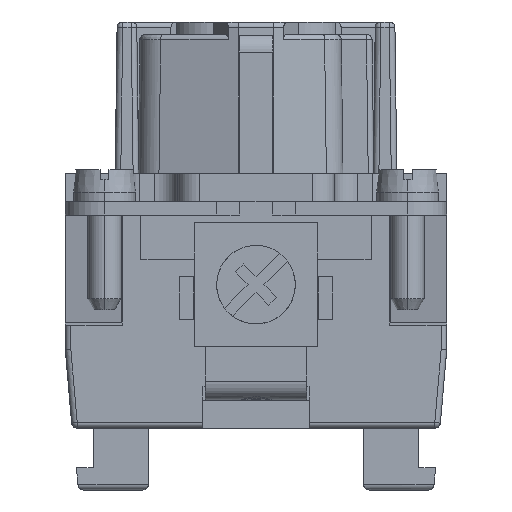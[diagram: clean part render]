
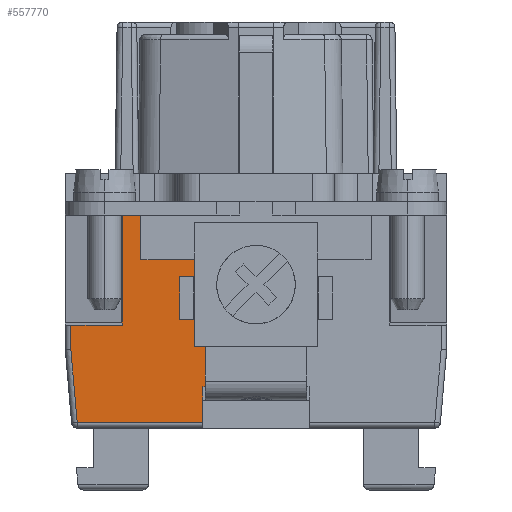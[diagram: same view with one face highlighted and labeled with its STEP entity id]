
A CAD part, left-side view. The second image highlights one B-rep face of the part: STEP entity #557770.
In plain terms, the highlighted planar face has unit normal (-1, 0, 0).
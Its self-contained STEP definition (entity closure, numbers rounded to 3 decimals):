
#88950=CARTESIAN_POINT('',(-85.596,45.176,
-5.9));
#88960=VERTEX_POINT('',#88950);
#88990=CARTESIAN_POINT('',(-85.596,45.176,
0.));
#89000=DIRECTION('',(0.,0.,1.));
#89010=VECTOR('',#89000,1000.);
#89020=LINE('',#88990,#89010);
#89030=CARTESIAN_POINT('',(-85.596,45.176,
-8.1));
#89040=VERTEX_POINT('',#89030);
#89050=EDGE_CURVE('',#89040,#88960,#89020,.T.);
#122550=CARTESIAN_POINT('',(-85.596,40.576,
-5.9));
#122560=VERTEX_POINT('',#122550);
#122590=CARTESIAN_POINT('',(-85.596,-19.908,
-5.9));
#122600=DIRECTION('',(0.,-1.,0.));
#122610=VECTOR('',#122600,1000.);
#122620=LINE('',#122590,#122610);
#122630=EDGE_CURVE('',#88960,#122560,#122620,.T.);
#126230=CARTESIAN_POINT('',(-85.596,40.576,
3.9));
#126240=VERTEX_POINT('',#126230);
#126290=CARTESIAN_POINT('',(-85.596,40.576,0.));
#126300=DIRECTION('',(0.,0.,1.));
#126310=VECTOR('',#126300,1.);
#126320=LINE('',#126290,#126310);
#126330=EDGE_CURVE('',#122560,#126240,#126320,.T.);
#266680=CARTESIAN_POINT('',(-85.596,44.605,
-14.6));
#266690=VERTEX_POINT('',#266680);
#423650=CARTESIAN_POINT('',(-85.596,33.426,
-11.4));
#423660=VERTEX_POINT('',#423650);
#423690=CARTESIAN_POINT('',(-85.596,0.,-11.4));
#423700=DIRECTION('',(0.,-1.,0.));
#423710=VECTOR('',#423700,1.);
#423720=LINE('',#423690,#423710);
#423730=CARTESIAN_POINT('',(-85.596,33.176,
-11.4));
#423740=VERTEX_POINT('',#423730);
#423750=EDGE_CURVE('',#423660,#423740,#423720,.T.);
#436650=CARTESIAN_POINT('',(-85.596,33.426,
-14.6));
#436660=VERTEX_POINT('',#436650);
#436690=CARTESIAN_POINT('',(-85.596,33.426,0.));
#436700=DIRECTION('',(0.,0.,1.));
#436710=VECTOR('',#436700,1.);
#436720=LINE('',#436690,#436710);
#436730=EDGE_CURVE('',#436660,#423660,#436720,.T.);
#556830=CARTESIAN_POINT('',(-85.596,11.676,
-5.9));
#556840=DIRECTION('',(-1.,0.,0.));
#556850=DIRECTION('',(0.,1.,0.));
#556860=AXIS2_PLACEMENT_3D('',#556830,#556840,#556850);
#556870=PLANE('',#556860);
#556880=ORIENTED_EDGE('',*,*,#423750,.T.);
#556890=ORIENTED_EDGE('',*,*,#436730,.T.);
#556900=CARTESIAN_POINT('',(-85.596,41.67,
-14.6));
#556910=DIRECTION('',(0.,-1.,0.));
#556920=VECTOR('',#556910,1000.);
#556930=LINE('',#556900,#556920);
#556940=EDGE_CURVE('',#266690,#436660,#556930,.T.);
#556950=ORIENTED_EDGE('',*,*,#556940,.T.);
#556960=CARTESIAN_POINT('',(-85.596,44.964,
-10.5));
#556970=DIRECTION('',(0.,-0.087,
-0.996));
#556980=VECTOR('',#556970,1000.);
#556990=LINE('',#556960,#556980);
#557000=CARTESIAN_POINT('',(-85.596,45.174,
-8.1));
#557010=VERTEX_POINT('',#557000);
#557020=EDGE_CURVE('',#557010,#266690,#556990,.T.);
#557030=ORIENTED_EDGE('',*,*,#557020,.T.);
#557040=CARTESIAN_POINT('',(-85.596,0.,-8.1));
#557050=DIRECTION('',(0.,1.,0.));
#557060=VECTOR('',#557050,1.);
#557070=LINE('',#557040,#557060);
#557080=EDGE_CURVE('',#557010,#89040,#557070,.T.);
#557090=ORIENTED_EDGE('',*,*,#557080,.F.);
#557100=ORIENTED_EDGE('',*,*,#89050,.F.);
#557110=ORIENTED_EDGE('',*,*,#122630,.F.);
#557120=ORIENTED_EDGE('',*,*,#126330,.F.);
#557130=CARTESIAN_POINT('',(-85.596,0.,3.9));
#557140=DIRECTION('',(0.,1.,0.));
#557150=VECTOR('',#557140,1.);
#557160=LINE('',#557130,#557150);
#557170=CARTESIAN_POINT('',(-85.596,38.926,
3.9));
#557180=VERTEX_POINT('',#557170);
#557190=EDGE_CURVE('',#557180,#126240,#557160,.T.);
#557200=ORIENTED_EDGE('',*,*,#557190,.T.);
#557210=CARTESIAN_POINT('',(-85.596,38.926,0.));
#557220=DIRECTION('',(0.,0.,-1.));
#557230=VECTOR('',#557220,1.);
#557240=LINE('',#557210,#557230);
#557250=CARTESIAN_POINT('',(-85.596,38.926,
-0.1));
#557260=VERTEX_POINT('',#557250);
#557270=EDGE_CURVE('',#557180,#557260,#557240,.T.);
#557280=ORIENTED_EDGE('',*,*,#557270,.F.);
#557290=CARTESIAN_POINT('',(-85.596,0.,-0.1));
#557300=DIRECTION('',(0.,-1.,0.));
#557310=VECTOR('',#557300,1.);
#557320=LINE('',#557290,#557310);
#557330=CARTESIAN_POINT('',(-85.596,33.176,
-0.1));
#557340=VERTEX_POINT('',#557330);
#557350=EDGE_CURVE('',#557260,#557340,#557320,.T.);
#557360=ORIENTED_EDGE('',*,*,#557350,.F.);
#557370=CARTESIAN_POINT('',(-85.596,33.176,0.));
#557380=DIRECTION('',(0.,0.,-1.));
#557390=VECTOR('',#557380,1.);
#557400=LINE('',#557370,#557390);
#557410=CARTESIAN_POINT('',(-85.596,33.176,
-1.6));
#557420=VERTEX_POINT('',#557410);
#557430=EDGE_CURVE('',#557340,#557420,#557400,.T.);
#557440=ORIENTED_EDGE('',*,*,#557430,.F.);
#557450=CARTESIAN_POINT('',(-85.596,0.,-1.6));
#557460=DIRECTION('',(0.,1.,0.));
#557470=VECTOR('',#557460,1.);
#557480=LINE('',#557450,#557470);
#557490=CARTESIAN_POINT('',(-85.596,35.476,
-1.6));
#557500=VERTEX_POINT('',#557490);
#557510=EDGE_CURVE('',#557420,#557500,#557480,.T.);
#557520=ORIENTED_EDGE('',*,*,#557510,.F.);
#557530=CARTESIAN_POINT('',(-85.596,35.476,0.));
#557540=DIRECTION('',(0.,0.,-1.));
#557550=VECTOR('',#557540,1.);
#557560=LINE('',#557530,#557550);
#557570=CARTESIAN_POINT('',(-85.596,35.476,
-5.4));
#557580=VERTEX_POINT('',#557570);
#557590=EDGE_CURVE('',#557500,#557580,#557560,.T.);
#557600=ORIENTED_EDGE('',*,*,#557590,.F.);
#557610=CARTESIAN_POINT('',(-85.596,0.,-5.4));
#557620=DIRECTION('',(0.,-1.,0.));
#557630=VECTOR('',#557620,1.);
#557640=LINE('',#557610,#557630);
#557650=CARTESIAN_POINT('',(-85.596,33.176,
-5.4));
#557660=VERTEX_POINT('',#557650);
#557670=EDGE_CURVE('',#557580,#557660,#557640,.T.);
#557680=ORIENTED_EDGE('',*,*,#557670,.F.);
#557690=CARTESIAN_POINT('',(-85.596,33.176,0.));
#557700=DIRECTION('',(0.,0.,-1.));
#557710=VECTOR('',#557700,1.);
#557720=LINE('',#557690,#557710);
#557730=EDGE_CURVE('',#557660,#423740,#557720,.T.);
#557740=ORIENTED_EDGE('',*,*,#557730,.F.);
#557750=EDGE_LOOP('',(#557740,#557680,#557600,#557520,#557440,#557360,
#557280,#557200,#557120,#557110,#557100,#557090,#557030,#556950,#556890,
#556880));
#557760=FACE_OUTER_BOUND('',#557750,.T.);
#557770=ADVANCED_FACE('',(#557760),#556870,.T.);
